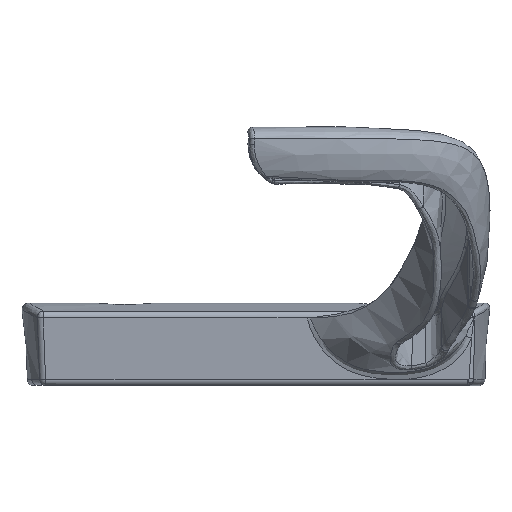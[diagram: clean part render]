
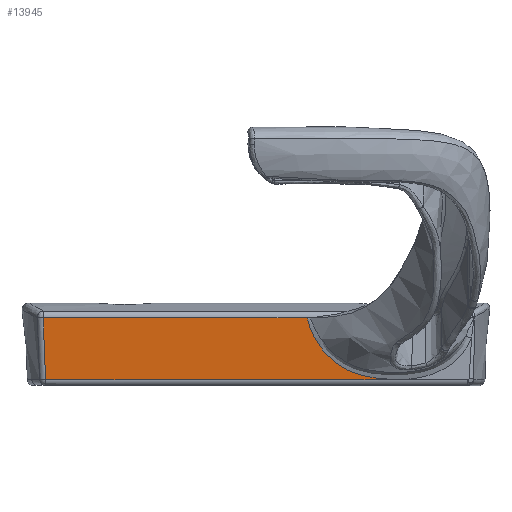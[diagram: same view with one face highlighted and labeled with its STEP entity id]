
A CAD part, left-side view. The second image highlights one B-rep face of the part: STEP entity #13945.
In plain terms, the highlighted planar face has unit normal (-0.997, 0, -0.083).
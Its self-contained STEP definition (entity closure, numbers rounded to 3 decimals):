
#134 = EDGE_CURVE ( 'NONE', #18200, #11423, #18534, .T. ) ;
#449 = LINE ( 'NONE', #6405, #14706 ) ;
#1123 = CARTESIAN_POINT ( 'NONE',  ( -8.501, 18.485, 2.411 ) ) ;
#1260 = CARTESIAN_POINT ( 'NONE',  ( -8.596, 19.913, 3.556 ) ) ;
#1393 = CARTESIAN_POINT ( 'NONE',  ( -8.365, 12.795, 0.777 ) ) ;
#1661 = CARTESIAN_POINT ( 'NONE',  ( -8.539, 19.144, 2.872 ) ) ;
#1683 = CARTESIAN_POINT ( 'NONE',  ( -8.784, 55.13, 5.809 ) ) ;
#1801 = CARTESIAN_POINT ( 'NONE',  ( -8.361, 54.924, 0.734 ) ) ;
#3164 = CARTESIAN_POINT ( 'NONE',  ( -8.368, 13.289, 0.818 ) ) ;
#3435 = CARTESIAN_POINT ( 'NONE',  ( -8.648, 20.503, 4.171 ) ) ;
#3569 = CARTESIAN_POINT ( 'NONE',  ( -8.42, 16.432, 1.436 ) ) ;
#3704 = CARTESIAN_POINT ( 'NONE',  ( -8.434, 16.895, 1.605 ) ) ;
#3724 = CARTESIAN_POINT ( 'NONE',  ( -8.997, 55.231, 8.365 ) ) ;
#4042 = DIRECTION ( 'NONE',  ( 0., -1., 0. ) ) ;
#4107 = CARTESIAN_POINT ( 'NONE',  ( -8.998, 22.604, 8.365 ) ) ;
#4277 = CARTESIAN_POINT ( 'NONE',  ( -8.361, 42., 0.734 ) ) ;
#4646 = ORIENTED_EDGE ( 'NONE', *, *, #8442, .T. ) ;
#4928 = ORIENTED_EDGE ( 'NONE', *, *, #26626, .T. ) ;
#4939 = VERTEX_POINT ( 'NONE', #15989 ) ;
#5324 = CARTESIAN_POINT ( 'NONE',  ( -8.682, 20.843, 4.578 ) ) ;
#5457 = CARTESIAN_POINT ( 'NONE',  ( -8.376, 14.117, 0.911 ) ) ;
#5725 = CARTESIAN_POINT ( 'NONE',  ( -8.371, 13.65, 0.853 ) ) ;
#5996 = CARTESIAN_POINT ( 'NONE',  ( -8.9, 22.291, 7.194 ) ) ;
#6405 = CARTESIAN_POINT ( 'NONE',  ( -8.997, 0., 8.365 ) ) ;
#7141 = EDGE_CURVE ( 'NONE', #11423, #12242, #23102, .T. ) ;
#7340 = VERTEX_POINT ( 'NONE', #11253 ) ;
#7355 = CARTESIAN_POINT ( 'NONE',  ( -8.61, 20.085, 3.724 ) ) ;
#7627 = CARTESIAN_POINT ( 'NONE',  ( -8.431, 16.795, 1.567 ) ) ;
#7650 = CARTESIAN_POINT ( 'NONE',  ( -8.998, 22.604, 8.365 ) ) ;
#7653 = ORIENTED_EDGE ( 'NONE', *, *, #7141, .T. ) ;
#7897 = CARTESIAN_POINT ( 'NONE',  ( -8.569, 19.558, 3.226 ) ) ;
#8442 = EDGE_CURVE ( 'NONE', #12242, #7340, #14071, .T. ) ;
#8786 = B_SPLINE_CURVE_WITH_KNOTS ( 'NONE', 3,
 ( #11598, #13885, #21885, #7650 ),
 .UNSPECIFIED., .F., .F.,
 ( 4, 4 ),
 ( 0., 1. ),
 .UNSPECIFIED. ) ;
#9409 = CARTESIAN_POINT ( 'NONE',  ( -8.503, 18.518, 2.433 ) ) ;
#9542 = CARTESIAN_POINT ( 'NONE',  ( -8.638, 20.403, 4.059 ) ) ;
#9680 = CARTESIAN_POINT ( 'NONE',  ( -8.713, 21.115, 4.952 ) ) ;
#9812 = CARTESIAN_POINT ( 'NONE',  ( -8.367, 13.062, 0.798 ) ) ;
#10480 = CARTESIAN_POINT ( 'NONE',  ( -8.739, 21.328, 5.262 ) ) ;
#11253 = CARTESIAN_POINT ( 'NONE',  ( -8.998, 22.604, 8.365 ) ) ;
#11423 = VERTEX_POINT ( 'NONE', #25604 ) ;
#11438 = CARTESIAN_POINT ( 'NONE',  ( -8.389, 15.023, 1.069 ) ) ;
#11573 = CARTESIAN_POINT ( 'NONE',  ( -8.362, 12.259, 0.745 ) ) ;
#11598 = CARTESIAN_POINT ( 'NONE',  ( -8.997, 42., 8.365 ) ) ;
#11707 = CARTESIAN_POINT ( 'NONE',  ( -8.697, 20.98, 4.763 ) ) ;
#11972 = CARTESIAN_POINT ( 'NONE',  ( -8.517, 18.787, 2.609 ) ) ;
#12178 = CARTESIAN_POINT ( 'NONE',  ( -8.361, 0., 0.734 ) ) ;
#12242 = VERTEX_POINT ( 'NONE', #18579 ) ;
#12642 = CARTESIAN_POINT ( 'NONE',  ( -8.805, 21.781, 6.056 ) ) ;
#13459 = CARTESIAN_POINT ( 'NONE',  ( -8.387, 14.897, 1.044 ) ) ;
#13555 = FACE_OUTER_BOUND ( 'NONE', #13574, .T. ) ;
#13574 = EDGE_LOOP ( 'NONE', ( #7653, #4646, #23823, #13738, #4928, #24544 ) ) ;
#13738 = ORIENTED_EDGE ( 'NONE', *, *, #26779, .F. ) ;
#13860 = CARTESIAN_POINT ( 'NONE',  ( -8.39, 15.077, 1.08 ) ) ;
#13885 = CARTESIAN_POINT ( 'NONE',  ( -8.997, 35.535, 8.365 ) ) ;
#13945 = ADVANCED_FACE ( 'NONE', ( #13555 ), #17755, .T. ) ;
#13995 = CARTESIAN_POINT ( 'NONE',  ( -8.391, 15.113, 1.088 ) ) ;
#14071 = B_SPLINE_CURVE_WITH_KNOTS ( 'NONE', 3,
 ( #26190, #24154, #11573, #1393, #9812, #24421, #20090, #3164, #5725, #5457, #15767, #13459, #11438, #13860, #13995, #22125, #21862, #16171, #3569, #17931, #7627, #19828, #20222, #3704, #24021, #16034, #26455, #25917, #19693, #1123, #9409, #11972, #1661, #7897, #18065, #22263, #1260, #21994, #7355, #17660, #9542, #3435, #15632, #23888, #5324, #11707, #19958, #9680, #10480, #20894, #12642, #24691, #5996, #20760, #4107 ),
 .UNSPECIFIED., .F., .F.,
 ( 4, 1, 1, 1, 2, 2, 1, 1, 1, 1, 2, 2, 1, 1, 1, 1, 2, 2, 1, 1, 1, 2, 2, 1, 1, 1, 2, 2, 1, 2, 2, 1, 2, 2, 2, 2, 4 ),
 ( 0., 0.062, 0.094, 0.109, 0.117, 0.125, 0.187, 0.219, 0.234, 0.242, 0.246, 0.25, 0.312, 0.344, 0.359, 0.367, 0.371, 0.375, 0.437, 0.469, 0.484, 0.492, 0.5, 0.562, 0.594, 0.609, 0.617, 0.625, 0.656, 0.672, 0.687, 0.719, 0.734, 0.75, 0.812, 0.875, 1. ),
 .UNSPECIFIED. ) ;
#14706 = VECTOR ( 'NONE', #18889, 1000. ) ;
#15632 = CARTESIAN_POINT ( 'NONE',  ( -8.652, 20.551, 4.226 ) ) ;
#15767 = CARTESIAN_POINT ( 'NONE',  ( -8.383, 14.641, 0.997 ) ) ;
#15989 = CARTESIAN_POINT ( 'NONE',  ( -8.997, 42., 8.365 ) ) ;
#16034 = CARTESIAN_POINT ( 'NONE',  ( -8.46, 17.63, 1.919 ) ) ;
#16171 = CARTESIAN_POINT ( 'NONE',  ( -8.406, 15.928, 1.277 ) ) ;
#16976 = CARTESIAN_POINT ( 'NONE',  ( -8.997, 55.231, 8.365 ) ) ;
#17417 = AXIS2_PLACEMENT_3D ( 'NONE', #26013, #23713, #23982 ) ;
#17660 = CARTESIAN_POINT ( 'NONE',  ( -8.624, 20.249, 3.891 ) ) ;
#17755 = PLANE ( 'NONE',  #17417 ) ;
#17931 = CARTESIAN_POINT ( 'NONE',  ( -8.427, 16.675, 1.522 ) ) ;
#18065 = CARTESIAN_POINT ( 'NONE',  ( -8.585, 19.765, 3.416 ) ) ;
#18200 = VERTEX_POINT ( 'NONE', #1801 ) ;
#18531 = VECTOR ( 'NONE', #22710, 1000. ) ;
#18534 = LINE ( 'NONE', #12178, #19812 ) ;
#18579 = CARTESIAN_POINT ( 'NONE',  ( -8.361, 11.491, 0.734 ) ) ;
#18889 = DIRECTION ( 'NONE',  ( 0., -1., 0. ) ) ;
#19253 = VERTEX_POINT ( 'NONE', #16976 ) ;
#19693 = CARTESIAN_POINT ( 'NONE',  ( -8.498, 18.421, 2.371 ) ) ;
#19812 = VECTOR ( 'NONE', #4042, 1000. ) ;
#19828 = CARTESIAN_POINT ( 'NONE',  ( -8.432, 16.846, 1.586 ) ) ;
#19958 = CARTESIAN_POINT ( 'NONE',  ( -8.707, 21.07, 4.887 ) ) ;
#20090 = CARTESIAN_POINT ( 'NONE',  ( -8.368, 13.253, 0.815 ) ) ;
#20222 = CARTESIAN_POINT ( 'NONE',  ( -8.433, 16.88, 1.599 ) ) ;
#20643 = CARTESIAN_POINT ( 'NONE',  ( -8.572, 55.028, 3.266 ) ) ;
#20760 = CARTESIAN_POINT ( 'NONE',  ( -8.948, 22.478, 7.775 ) ) ;
#20894 = CARTESIAN_POINT ( 'NONE',  ( -8.76, 21.486, 5.52 ) ) ;
#21862 = CARTESIAN_POINT ( 'NONE',  ( -8.397, 15.468, 1.162 ) ) ;
#21885 = CARTESIAN_POINT ( 'NONE',  ( -8.997, 29.069, 8.365 ) ) ;
#21994 = CARTESIAN_POINT ( 'NONE',  ( -8.599, 19.944, 3.585 ) ) ;
#22125 = CARTESIAN_POINT ( 'NONE',  ( -8.391, 15.129, 1.091 ) ) ;
#22263 = CARTESIAN_POINT ( 'NONE',  ( -8.592, 19.854, 3.499 ) ) ;
#22710 = DIRECTION ( 'NONE',  ( 0., -1., 0. ) ) ;
#23083 = CARTESIAN_POINT ( 'NONE',  ( -8.361, 54.924, 0.734 ) ) ;
#23102 = LINE ( 'NONE', #4277, #18531 ) ;
#23713 = DIRECTION ( 'NONE',  ( -0.997, 0., -0.083 ) ) ;
#23823 = ORIENTED_EDGE ( 'NONE', *, *, #25005, .F. ) ;
#23888 = CARTESIAN_POINT ( 'NONE',  ( -8.667, 20.699, 4.4 ) ) ;
#23982 = DIRECTION ( 'NONE',  ( -0.083, 0., 0.997 ) ) ;
#24021 = CARTESIAN_POINT ( 'NONE',  ( -8.444, 17.206, 1.727 ) ) ;
#24154 = CARTESIAN_POINT ( 'NONE',  ( -8.361, 11.799, 0.734 ) ) ;
#24421 = CARTESIAN_POINT ( 'NONE',  ( -8.367, 13.177, 0.808 ) ) ;
#24544 = ORIENTED_EDGE ( 'NONE', *, *, #134, .T. ) ;
#24691 = CARTESIAN_POINT ( 'NONE',  ( -8.828, 21.918, 6.335 ) ) ;
#25005 = EDGE_CURVE ( 'NONE', #4939, #7340, #8786, .T. ) ;
#25512 = B_SPLINE_CURVE_WITH_KNOTS ( 'NONE', 3,
 ( #3724, #1683, #20643, #23083 ),
 .UNSPECIFIED., .F., .F.,
 ( 4, 4 ),
 ( 0., 1. ),
 .UNSPECIFIED. ) ;
#25604 = CARTESIAN_POINT ( 'NONE',  ( -8.361, 42., 0.734 ) ) ;
#25917 = CARTESIAN_POINT ( 'NONE',  ( -8.493, 18.325, 2.311 ) ) ;
#26013 = CARTESIAN_POINT ( 'NONE',  ( -8.3, 0., 0. ) ) ;
#26190 = CARTESIAN_POINT ( 'NONE',  ( -8.361, 11.491, 0.734 ) ) ;
#26455 = CARTESIAN_POINT ( 'NONE',  ( -8.481, 18.098, 2.175 ) ) ;
#26626 = EDGE_CURVE ( 'NONE', #19253, #18200, #25512, .T. ) ;
#26779 = EDGE_CURVE ( 'NONE', #19253, #4939, #449, .T. ) ;
